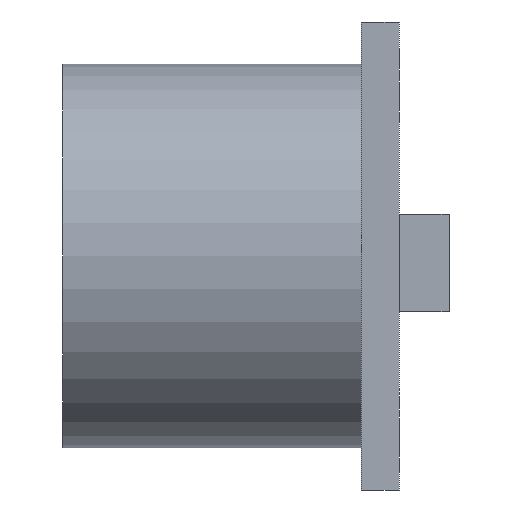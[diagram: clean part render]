
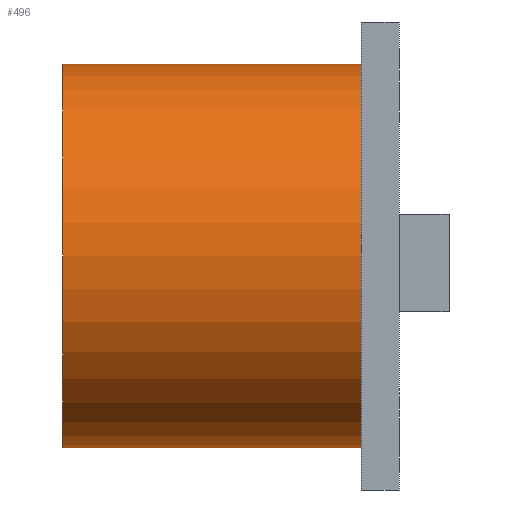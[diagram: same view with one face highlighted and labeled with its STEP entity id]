
A CAD part, left-side view. The second image highlights one B-rep face of the part: STEP entity #496.
In plain terms, the highlighted cylindrical face has radius 8.1 mm (diameter 16.2 mm), a full revolution.
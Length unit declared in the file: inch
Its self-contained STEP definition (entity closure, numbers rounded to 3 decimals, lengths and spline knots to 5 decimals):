
#24=CYLINDRICAL_SURFACE('',#570,0.3189);
#71=CIRCLE('',#566,0.3189);
#72=CIRCLE('',#567,0.3189);
#75=CIRCLE('',#571,0.3189);
#76=CIRCLE('',#572,0.3189);
#97=FACE_OUTER_BOUND('',#136,.T.);
#136=EDGE_LOOP('',(#449,#450,#451,#452,#453,#454));
#171=LINE('',#863,#204);
#204=VECTOR('',#715,0.3189);
#250=VERTEX_POINT('',#851);
#251=VERTEX_POINT('',#852);
#254=VERTEX_POINT('',#860);
#255=VERTEX_POINT('',#861);
#317=EDGE_CURVE('',#250,#251,#71,.T.);
#318=EDGE_CURVE('',#251,#250,#72,.T.);
#321=EDGE_CURVE('',#254,#255,#75,.T.);
#322=EDGE_CURVE('',#255,#251,#171,.T.);
#323=EDGE_CURVE('',#255,#254,#76,.T.);
#449=ORIENTED_EDGE('',*,*,#321,.T.);
#450=ORIENTED_EDGE('',*,*,#322,.T.);
#451=ORIENTED_EDGE('',*,*,#317,.F.);
#452=ORIENTED_EDGE('',*,*,#318,.F.);
#453=ORIENTED_EDGE('',*,*,#322,.F.);
#454=ORIENTED_EDGE('',*,*,#323,.T.);
#496=ADVANCED_FACE('',(#97),#24,.T.);
#566=AXIS2_PLACEMENT_3D('',#853,#703,#704);
#567=AXIS2_PLACEMENT_3D('',#854,#705,#706);
#570=AXIS2_PLACEMENT_3D('',#859,#711,#712);
#571=AXIS2_PLACEMENT_3D('',#862,#713,#714);
#572=AXIS2_PLACEMENT_3D('',#864,#716,#717);
#703=DIRECTION('center_axis',(0.,-1.,0.));
#704=DIRECTION('ref_axis',(0.,0.,1.));
#705=DIRECTION('center_axis',(0.,-1.,0.));
#706=DIRECTION('ref_axis',(0.,0.,1.));
#711=DIRECTION('center_axis',(0.,1.,0.));
#712=DIRECTION('ref_axis',(0.,0.,1.));
#713=DIRECTION('center_axis',(0.,-1.,0.));
#714=DIRECTION('ref_axis',(0.,0.,1.));
#715=DIRECTION('',(0.,-1.,0.));
#716=DIRECTION('center_axis',(0.,-1.,0.));
#717=DIRECTION('ref_axis',(0.,0.,1.));
#851=CARTESIAN_POINT('',(-0.45276,0.06299,0.3189));
#852=CARTESIAN_POINT('',(-0.45276,0.06299,-0.3189));
#853=CARTESIAN_POINT('Origin',(-0.45276,0.06299,0.));
#854=CARTESIAN_POINT('Origin',(-0.45276,0.06299,0.));
#859=CARTESIAN_POINT('Origin',(-0.45276,0.06299,0.));
#860=CARTESIAN_POINT('',(-0.45276,0.55906,0.3189));
#861=CARTESIAN_POINT('',(-0.45276,0.55906,-0.3189));
#862=CARTESIAN_POINT('Origin',(-0.45276,0.55906,0.));
#863=CARTESIAN_POINT('',(-0.45276,0.06299,-0.3189));
#864=CARTESIAN_POINT('Origin',(-0.45276,0.55906,0.));
